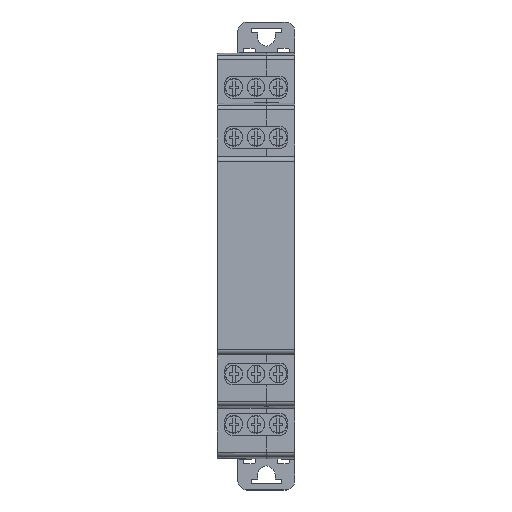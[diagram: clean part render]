
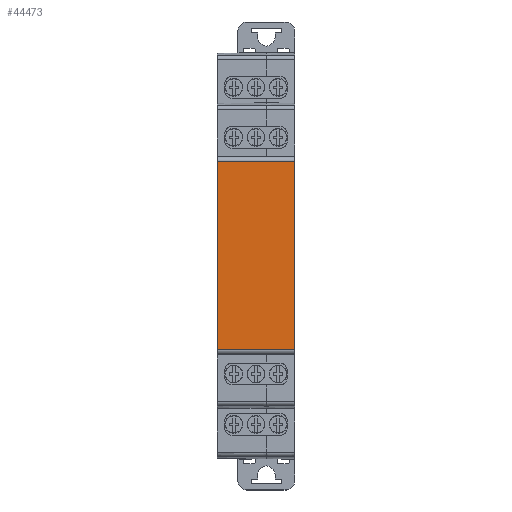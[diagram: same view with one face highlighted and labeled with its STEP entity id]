
A CAD part, top view. The second image highlights one B-rep face of the part: STEP entity #44473.
In plain terms, the highlighted planar face has unit normal (0, 0, 1).
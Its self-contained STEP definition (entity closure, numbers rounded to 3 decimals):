
#1488 = CARTESIAN_POINT ( 'NONE',  ( 1.708, -10.529, 31.375 ) ) ;
#4685 = EDGE_LOOP ( 'NONE', ( #44666, #53237, #10165, #51653 ) ) ;
#9478 = VERTEX_POINT ( 'NONE', #20320 ) ;
#10165 = ORIENTED_EDGE ( 'NONE', *, *, #18575, .F. ) ;
#14948 = PLANE ( 'NONE',  #30495 ) ;
#15791 = VECTOR ( 'NONE', #60342, 1000. ) ;
#18575 = EDGE_CURVE ( 'NONE', #68490, #19704, #26103, .T. ) ;
#19062 = DIRECTION ( 'NONE',  ( -1., 0., 0. ) ) ;
#19304 = CARTESIAN_POINT ( 'NONE',  ( 19.458, 33.671, 31.375 ) ) ;
#19704 = VERTEX_POINT ( 'NONE', #21263 ) ;
#20320 = CARTESIAN_POINT ( 'NONE',  ( 1.708, 33.671, 31.375 ) ) ;
#21029 = EDGE_CURVE ( 'NONE', #21520, #9478, #45174, .T. ) ;
#21263 = CARTESIAN_POINT ( 'NONE',  ( 19.458, -9.529, 31.375 ) ) ;
#21520 = VERTEX_POINT ( 'NONE', #22011 ) ;
#22011 = CARTESIAN_POINT ( 'NONE',  ( 1.708, -9.529, 31.375 ) ) ;
#23489 = DIRECTION ( 'NONE',  ( 0., 1., 0. ) ) ;
#25433 = CARTESIAN_POINT ( 'NONE',  ( 1.708, -10.529, 31.375 ) ) ;
#26103 = LINE ( 'NONE', #38680, #15791 ) ;
#26670 = CARTESIAN_POINT ( 'NONE',  ( 1.708, 33.671, 31.375 ) ) ;
#26846 = DIRECTION ( 'NONE',  ( -1., 0., 0. ) ) ;
#30495 = AXIS2_PLACEMENT_3D ( 'NONE', #25433, #36967, #26846 ) ;
#31685 = LINE ( 'NONE', #63806, #48668 ) ;
#32426 = LINE ( 'NONE', #26670, #57194 ) ;
#36967 = DIRECTION ( 'NONE',  ( 0., 0., -1. ) ) ;
#38680 = CARTESIAN_POINT ( 'NONE',  ( 19.458, -10.529, 31.375 ) ) ;
#44473 = ADVANCED_FACE ( 'NONE', ( #53229 ), #14948, .F. ) ;
#44666 = ORIENTED_EDGE ( 'NONE', *, *, #21029, .F. ) ;
#45174 = LINE ( 'NONE', #1488, #57234 ) ;
#48668 = VECTOR ( 'NONE', #19062, 1000. ) ;
#50439 = EDGE_CURVE ( 'NONE', #9478, #68490, #32426, .T. ) ;
#51653 = ORIENTED_EDGE ( 'NONE', *, *, #50439, .F. ) ;
#53229 = FACE_OUTER_BOUND ( 'NONE', #4685, .T. ) ;
#53237 = ORIENTED_EDGE ( 'NONE', *, *, #55451, .F. ) ;
#55451 = EDGE_CURVE ( 'NONE', #19704, #21520, #31685, .T. ) ;
#57194 = VECTOR ( 'NONE', #60207, 1000. ) ;
#57234 = VECTOR ( 'NONE', #23489, 1000. ) ;
#60207 = DIRECTION ( 'NONE',  ( 1., 0., 0. ) ) ;
#60342 = DIRECTION ( 'NONE',  ( 0., -1., 0. ) ) ;
#63806 = CARTESIAN_POINT ( 'NONE',  ( 1.708, -9.529, 31.375 ) ) ;
#68490 = VERTEX_POINT ( 'NONE', #19304 ) ;
